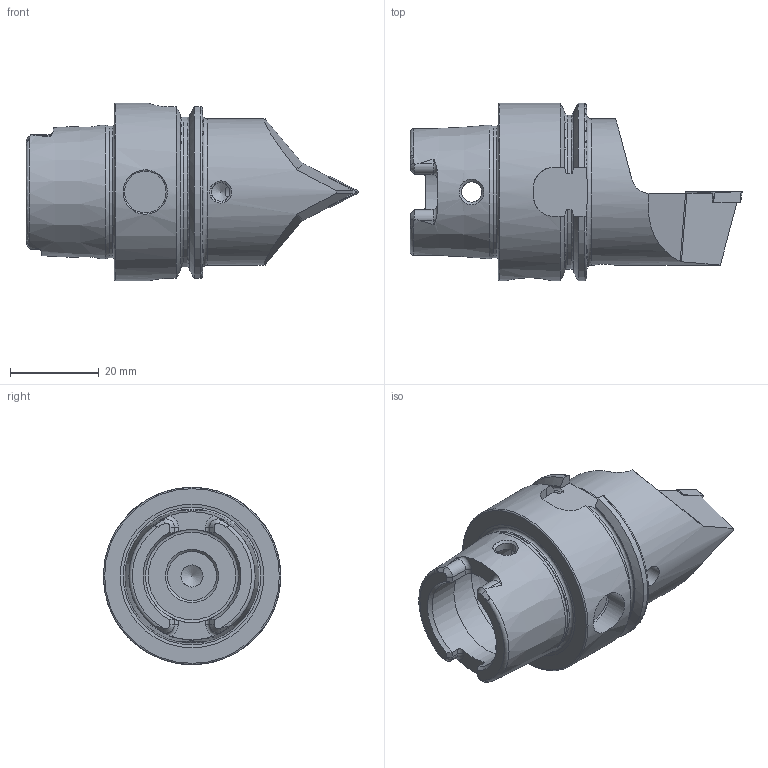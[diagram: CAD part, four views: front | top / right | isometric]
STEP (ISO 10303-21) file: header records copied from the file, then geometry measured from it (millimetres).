
FILE_DESCRIPTION (( 'STEP AP214' ), '1' );
FILE_NAME ('HA4.KDA.NNA.055.STEP', '2020-02-10T11:14:04', ( '' ), ( '' ), 'SwSTEP 2.0', 'SolidWorks 2017', '' );
FILE_SCHEMA (( 'AUTOMOTIVE_DESIGN' ));
Length unit declared in the file: millimetre
Products named in the file (4): HA4-KDA.NNA.055_A_Fertigbearbeitung; HA4.KDA.NNA.055; WCA-ER2.001.006_A; DCMT070204
Assembly tree (3 placements, depth 2):
  HA4.KDA.NNA.055
    HA4-KDA.NNA.055_A_Fertigbearbeitung
    DCMT070204
    WCA-ER2.001.006_A
Bounding box: 74.89 x 40 x 40 mm (x, y, z)
Volume: 36916.9 mm3; surface area: 12248.8 mm2
Topology: 3 solids, 3 shells, 220 faces, 588 edges, 374 vertices
Faces by surface type: plane 81, cylinder 60, cone 38, torus 26, bspline 14, sphere 1
Full cylindrical faces by diameter (mm): 2.05 x1, 2.5 x1, 2.8 x1, 3.4 x1, 3.85 x1, 4.2 x3, 4.6 x2, 5 x2, 10 x1, 11 x1, 12.5 x1, 21 x2, 25.5 x1, 29.707 x1, 33 x1, 40 x1
Entity records: 9173 total; most frequent: CARTESIAN_POINT 3199, ORIENTED_EDGE 1034, DIRECTION 923, EDGE_CURVE 517, AXIS2_PLACEMENT_3D 366, VERTEX_POINT 353, EDGE_LOOP 278, FACE_OUTER_BOUND 254
